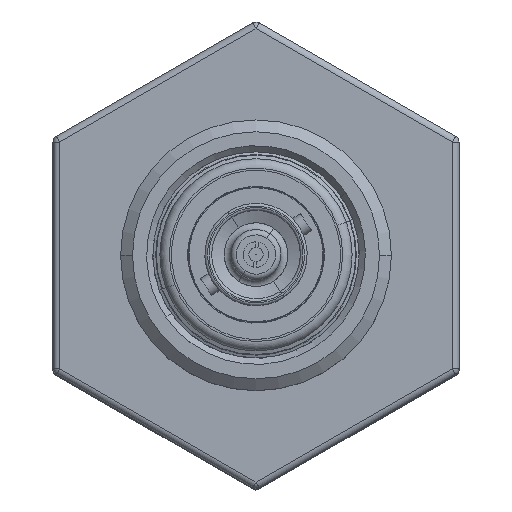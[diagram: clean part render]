
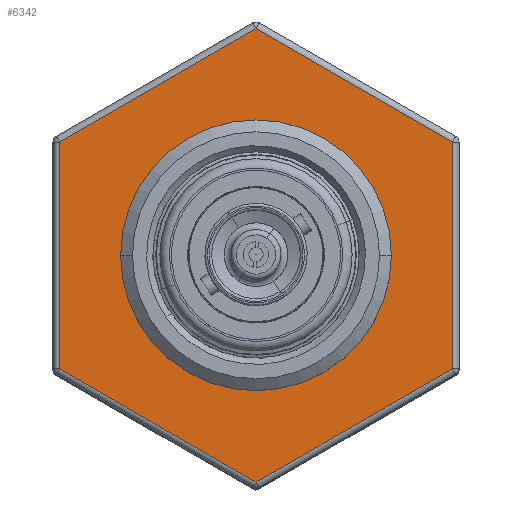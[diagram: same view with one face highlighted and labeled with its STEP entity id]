
A CAD part, top view. The second image highlights one B-rep face of the part: STEP entity #6342.
In plain terms, the highlighted planar face has unit normal (0, 0, 1).
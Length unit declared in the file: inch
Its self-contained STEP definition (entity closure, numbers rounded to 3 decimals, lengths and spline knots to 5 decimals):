
#324 = CARTESIAN_POINT ( 'NONE',  ( 0.75, 1.29904, 2.00832 ) ) ;
#329 = FACE_BOUND ( 'NONE', #5553, .T. ) ;
#333 = FACE_OUTER_BOUND ( 'NONE', #5502, .T. ) ;
#334 = PLANE ( 'NONE',  #9884 ) ;
#336 = DIRECTION ( 'NONE',  ( 0., 0., -1. ) ) ;
#337 = DIRECTION ( 'NONE',  ( -1., 0., 0. ) ) ;
#589 = ORIENTED_EDGE ( 'NONE', *, *, #794, .T. ) ;
#647 = ORIENTED_EDGE ( 'NONE', *, *, #806, .F. ) ;
#653 = ORIENTED_EDGE ( 'NONE', *, *, #2543, .F. ) ;
#658 = ORIENTED_EDGE ( 'NONE', *, *, #786, .T. ) ;
#664 = ORIENTED_EDGE ( 'NONE', *, *, #799, .T. ) ;
#762 = EDGE_CURVE ( 'NONE', #9373, #9367, #9199, .T. ) ;
#766 = EDGE_CURVE ( 'NONE', #9376, #9373, #9224, .T. ) ;
#774 = EDGE_CURVE ( 'NONE', #9367, #11061, #9245, .T. ) ;
#786 = EDGE_CURVE ( 'NONE', #8292, #9376, #9284, .T. ) ;
#794 = EDGE_CURVE ( 'NONE', #11061, #8253, #9306, .T. ) ;
#799 = EDGE_CURVE ( 'NONE', #8253, #8292, #7174, .T. ) ;
#806 = EDGE_CURVE ( 'NONE', #11073, #9360, #10576, .T. ) ;
#1153 = CARTESIAN_POINT ( 'NONE',  ( 0., 0.83716, 2.00832 ) ) ;
#1165 = CARTESIAN_POINT ( 'NONE',  ( 0.46935, 0., 2.00832 ) ) ;
#2235 = CARTESIAN_POINT ( 'NONE',  ( 0., 0., 2.00832 ) ) ;
#2236 = DIRECTION ( 'NONE',  ( 0., 0., 1. ) ) ;
#2237 = DIRECTION ( 'NONE',  ( 1., 0., 0. ) ) ;
#2543 = EDGE_CURVE ( 'NONE', #9360, #11073, #4025, .T. ) ;
#4025 = CIRCLE ( 'NONE', #4655, 0.46935 ) ;
#4655 = AXIS2_PLACEMENT_3D ( 'NONE', #2235, #2236, #2237 ) ;
#5502 = EDGE_LOOP ( 'NONE', ( #11336, #11335, #11334, #589, #664, #658 ) ) ;
#5553 = EDGE_LOOP ( 'NONE', ( #653, #647 ) ) ;
#6342 = ADVANCED_FACE ( 'NONE', ( #333, #329 ), #334, .F. ) ;
#7174 = LINE ( 'NONE', #7175, #10568 ) ;
#7175 = CARTESIAN_POINT ( 'NONE',  ( -0.725, 1.29904, 2.00832 ) ) ;
#7176 = DIRECTION ( 'NONE',  ( 0., -1., 0. ) ) ;
#7196 = CARTESIAN_POINT ( 'NONE',  ( 0., 0., 2.00832 ) ) ;
#7197 = DIRECTION ( 'NONE',  ( 0., 0., 1. ) ) ;
#7198 = DIRECTION ( 'NONE',  ( 1., 0., 0. ) ) ;
#8253 = VERTEX_POINT ( 'NONE', #8738 ) ;
#8292 = VERTEX_POINT ( 'NONE', #8745 ) ;
#8738 = CARTESIAN_POINT ( 'NONE',  ( -0.725, 0.41858, 2.00832 ) ) ;
#8745 = CARTESIAN_POINT ( 'NONE',  ( -0.725, -0.41858, 2.00832 ) ) ;
#8786 = CARTESIAN_POINT ( 'NONE',  ( -0.46935, 0., 2.00832 ) ) ;
#8793 = CARTESIAN_POINT ( 'NONE',  ( 0.725, 0.41858, 2.00832 ) ) ;
#8797 = CARTESIAN_POINT ( 'NONE',  ( 0.725, -0.41858, 2.00832 ) ) ;
#8800 = CARTESIAN_POINT ( 'NONE',  ( 0., -0.83716, 2.00832 ) ) ;
#9199 = LINE ( 'NONE', #9206, #10502 ) ;
#9206 = CARTESIAN_POINT ( 'NONE',  ( 0.725, 1.29904, 2.00832 ) ) ;
#9215 = DIRECTION ( 'NONE',  ( 0., 1., 0. ) ) ;
#9224 = LINE ( 'NONE', #9225, #10516 ) ;
#9225 = CARTESIAN_POINT ( 'NONE',  ( 1.4875, 0.02165, 2.00832 ) ) ;
#9226 = DIRECTION ( 'NONE',  ( 0.866, 0.5, 0. ) ) ;
#9242 = CARTESIAN_POINT ( 'NONE',  ( 0.3625, 0.62787, 2.00832 ) ) ;
#9245 = LINE ( 'NONE', #9242, #10362 ) ;
#9249 = DIRECTION ( 'NONE',  ( -0.866, 0.5, 0. ) ) ;
#9284 = LINE ( 'NONE', #9285, #10353 ) ;
#9285 = CARTESIAN_POINT ( 'NONE',  ( -0.3625, -0.62787, 2.00832 ) ) ;
#9286 = DIRECTION ( 'NONE',  ( 0.866, -0.5, 0. ) ) ;
#9296 = CARTESIAN_POINT ( 'NONE',  ( 0.7625, 1.27739, 2.00832 ) ) ;
#9306 = LINE ( 'NONE', #9296, #10464 ) ;
#9310 = DIRECTION ( 'NONE',  ( -0.866, -0.5, 0. ) ) ;
#9360 = VERTEX_POINT ( 'NONE', #8786 ) ;
#9367 = VERTEX_POINT ( 'NONE', #8793 ) ;
#9373 = VERTEX_POINT ( 'NONE', #8797 ) ;
#9376 = VERTEX_POINT ( 'NONE', #8800 ) ;
#9884 = AXIS2_PLACEMENT_3D ( 'NONE', #324, #336, #337 ) ;
#10353 = VECTOR ( 'NONE', #9286, 39.37008 ) ;
#10362 = VECTOR ( 'NONE', #9249, 39.37008 ) ;
#10392 = AXIS2_PLACEMENT_3D ( 'NONE', #7196, #7197, #7198 ) ;
#10464 = VECTOR ( 'NONE', #9310, 39.37008 ) ;
#10502 = VECTOR ( 'NONE', #9215, 39.37008 ) ;
#10516 = VECTOR ( 'NONE', #9226, 39.37008 ) ;
#10568 = VECTOR ( 'NONE', #7176, 39.37008 ) ;
#10576 = CIRCLE ( 'NONE', #10392, 0.46935 ) ;
#11061 = VERTEX_POINT ( 'NONE', #1153 ) ;
#11073 = VERTEX_POINT ( 'NONE', #1165 ) ;
#11334 = ORIENTED_EDGE ( 'NONE', *, *, #774, .T. ) ;
#11335 = ORIENTED_EDGE ( 'NONE', *, *, #762, .T. ) ;
#11336 = ORIENTED_EDGE ( 'NONE', *, *, #766, .T. ) ;
